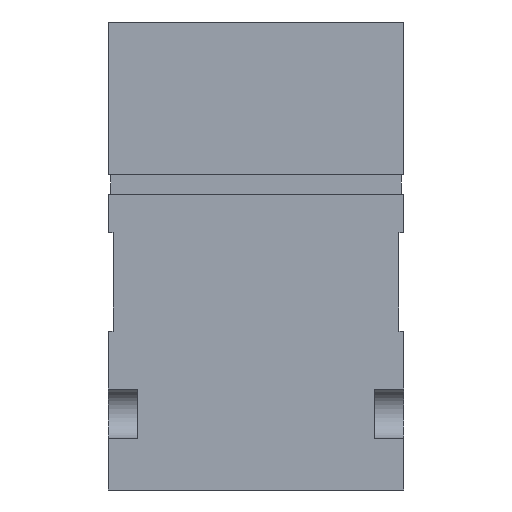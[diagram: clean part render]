
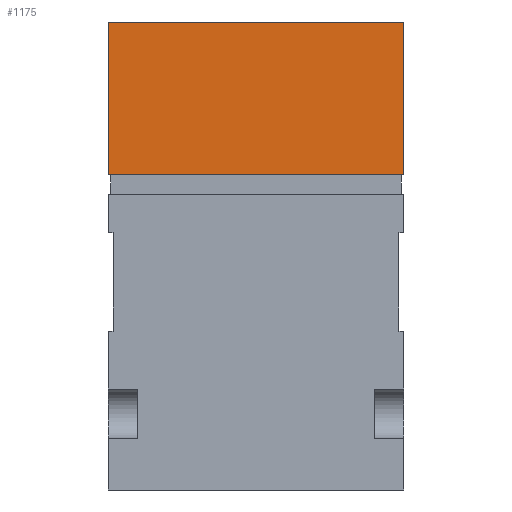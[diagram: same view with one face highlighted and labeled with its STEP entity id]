
A CAD part, front view. The second image highlights one B-rep face of the part: STEP entity #1175.
In plain terms, the highlighted face is planar.
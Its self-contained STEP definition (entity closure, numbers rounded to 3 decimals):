
#44 = ORIENTED_EDGE ( 'NONE', *, *, #817, .F. ) ;
#103 = LINE ( 'NONE', #1860, #553 ) ;
#138 = CARTESIAN_POINT ( 'NONE',  ( 37.5, 30., 0. ) ) ;
#210 = DIRECTION ( 'NONE',  ( 0., 0., 1. ) ) ;
#427 = DIRECTION ( 'NONE',  ( 0., 1., 0. ) ) ;
#450 = VECTOR ( 'NONE', #2880, 1000. ) ;
#463 = CARTESIAN_POINT ( 'NONE',  ( 37.5, 30., 31. ) ) ;
#541 = EDGE_CURVE ( 'NONE', #861, #2299, #1751, .T. ) ;
#547 = AXIS2_PLACEMENT_3D ( 'NONE', #1702, #950, #210 ) ;
#553 = VECTOR ( 'NONE', #870, 1000. ) ;
#817 = EDGE_CURVE ( 'NONE', #2299, #1083, #915, .T. ) ;
#849 = EDGE_LOOP ( 'NONE', ( #2666, #1745, #2264, #44 ) ) ;
#861 = VERTEX_POINT ( 'NONE', #2310 ) ;
#870 = DIRECTION ( 'NONE',  ( 0., 0., 1. ) ) ;
#913 = LINE ( 'NONE', #1177, #1323 ) ;
#915 = LINE ( 'NONE', #1749, #1863 ) ;
#950 = DIRECTION ( 'NONE',  ( -1., 0., 0. ) ) ;
#1083 = VERTEX_POINT ( 'NONE', #3071 ) ;
#1175 = ADVANCED_FACE ( 'NONE', ( #1221 ), #1198, .F. ) ;
#1177 = CARTESIAN_POINT ( 'NONE',  ( 37.5, -30., 31. ) ) ;
#1198 = PLANE ( 'NONE',  #547 ) ;
#1221 = FACE_OUTER_BOUND ( 'NONE', #849, .T. ) ;
#1323 = VECTOR ( 'NONE', #427, 1000. ) ;
#1606 = EDGE_CURVE ( 'NONE', #1083, #2522, #103, .T. ) ;
#1702 = CARTESIAN_POINT ( 'NONE',  ( 37.5, -30., 31. ) ) ;
#1725 = DIRECTION ( 'NONE',  ( 0., -1., 0. ) ) ;
#1745 = ORIENTED_EDGE ( 'NONE', *, *, #1790, .F. ) ;
#1749 = CARTESIAN_POINT ( 'NONE',  ( 37.5, -30., 0. ) ) ;
#1751 = LINE ( 'NONE', #463, #450 ) ;
#1790 = EDGE_CURVE ( 'NONE', #2522, #861, #913, .T. ) ;
#1860 = CARTESIAN_POINT ( 'NONE',  ( 37.5, -30., 31. ) ) ;
#1863 = VECTOR ( 'NONE', #1725, 1000. ) ;
#2264 = ORIENTED_EDGE ( 'NONE', *, *, #1606, .F. ) ;
#2299 = VERTEX_POINT ( 'NONE', #138 ) ;
#2310 = CARTESIAN_POINT ( 'NONE',  ( 37.5, 30., 31. ) ) ;
#2522 = VERTEX_POINT ( 'NONE', #2632 ) ;
#2632 = CARTESIAN_POINT ( 'NONE',  ( 37.5, -30., 31. ) ) ;
#2666 = ORIENTED_EDGE ( 'NONE', *, *, #541, .F. ) ;
#2880 = DIRECTION ( 'NONE',  ( 0., 0., -1. ) ) ;
#3071 = CARTESIAN_POINT ( 'NONE',  ( 37.5, -30., 0. ) ) ;
